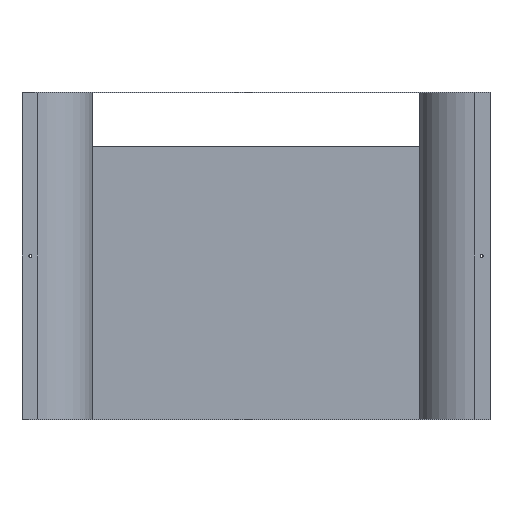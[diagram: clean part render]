
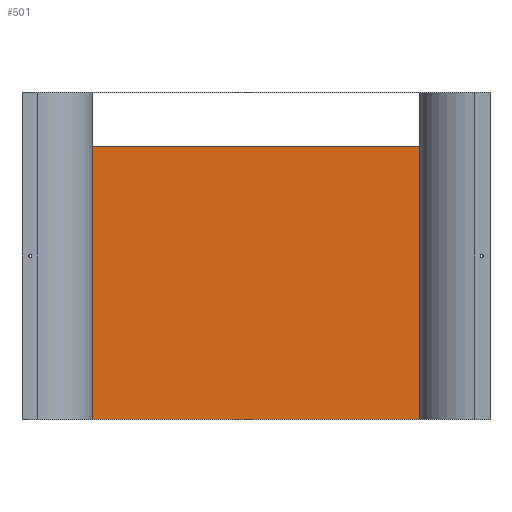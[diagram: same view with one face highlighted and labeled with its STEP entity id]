
A CAD part, front view. The second image highlights one B-rep face of the part: STEP entity #501.
In plain terms, the highlighted planar face has unit normal (0, -1, 0).
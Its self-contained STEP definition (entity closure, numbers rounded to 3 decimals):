
#76 = CARTESIAN_POINT ( 'NONE',  ( 300., 168., -98. ) ) ;
#79 = CARTESIAN_POINT ( 'NONE',  ( -300., 168., -98. ) ) ;
#101 = CARTESIAN_POINT ( 'NONE',  ( 300., 168., -599. ) ) ;
#149 = CARTESIAN_POINT ( 'NONE',  ( -300., 168., -599. ) ) ;
#272 = DIRECTION ( 'NONE',  ( -1., 0., 0. ) ) ;
#273 = CARTESIAN_POINT ( 'NONE',  ( 300., 168., -599. ) ) ;
#362 = DIRECTION ( 'NONE',  ( 0., 0., 1. ) ) ;
#363 = CARTESIAN_POINT ( 'NONE',  ( 300., 168., -600. ) ) ;
#501 = ADVANCED_FACE ( 'NONE', ( #1039 ), #1249, .T. ) ;
#644 = EDGE_CURVE ( 'NONE', #1792, #1847, #1907, .T. ) ;
#672 = EDGE_CURVE ( 'NONE', #1847, #1849, #1928, .T. ) ;
#693 = AXIS2_PLACEMENT_3D ( 'NONE', #1253, #1247, #1246 ) ;
#812 = EDGE_CURVE ( 'NONE', #1830, #1849, #2109, .T. ) ;
#835 = EDGE_CURVE ( 'NONE', #1830, #1792, #2145, .T. ) ;
#1039 = FACE_OUTER_BOUND ( 'NONE', #1730, .T. ) ;
#1246 = DIRECTION ( 'NONE',  ( 1., 0., 0. ) ) ;
#1247 = DIRECTION ( 'NONE',  ( 0., -1., 0. ) ) ;
#1249 = PLANE ( 'NONE',  #693 ) ;
#1253 = CARTESIAN_POINT ( 'NONE',  ( 0., 168., 0. ) ) ;
#1439 = CARTESIAN_POINT ( 'NONE',  ( -300., 168., -600. ) ) ;
#1445 = DIRECTION ( 'NONE',  ( 0., 0., 1. ) ) ;
#1462 = CARTESIAN_POINT ( 'NONE',  ( 301., 168., -98. ) ) ;
#1466 = DIRECTION ( 'NONE',  ( 1., 0., 0. ) ) ;
#1553 = ORIENTED_EDGE ( 'NONE', *, *, #644, .F. ) ;
#1554 = ORIENTED_EDGE ( 'NONE', *, *, #835, .F. ) ;
#1555 = ORIENTED_EDGE ( 'NONE', *, *, #812, .T. ) ;
#1556 = ORIENTED_EDGE ( 'NONE', *, *, #672, .F. ) ;
#1730 = EDGE_LOOP ( 'NONE', ( #1553, #1554, #1555, #1556 ) ) ;
#1792 = VERTEX_POINT ( 'NONE', #149 ) ;
#1830 = VERTEX_POINT ( 'NONE', #101 ) ;
#1847 = VERTEX_POINT ( 'NONE', #79 ) ;
#1849 = VERTEX_POINT ( 'NONE', #76 ) ;
#1907 = LINE ( 'NONE', #1439, #1911 ) ;
#1911 = VECTOR ( 'NONE', #1445, 1000. ) ;
#1928 = LINE ( 'NONE', #1462, #1933 ) ;
#1933 = VECTOR ( 'NONE', #1466, 1000. ) ;
#2109 = LINE ( 'NONE', #363, #2111 ) ;
#2111 = VECTOR ( 'NONE', #362, 1000. ) ;
#2145 = LINE ( 'NONE', #273, #2148 ) ;
#2148 = VECTOR ( 'NONE', #272, 1000. ) ;
